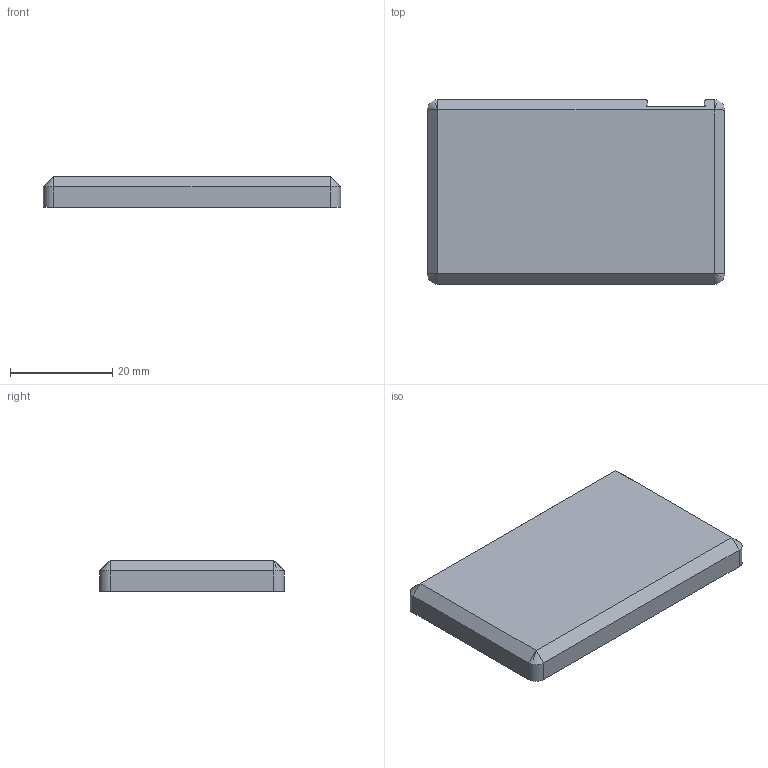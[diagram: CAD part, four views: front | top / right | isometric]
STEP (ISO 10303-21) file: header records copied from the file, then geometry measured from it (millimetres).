
FILE_DESCRIPTION (( 'STEP AP214' ), '1' );
FILE_NAME ('5_Bottom.STEP', '2024-06-07T13:41:12', ( '' ), ( '' ), 'SwSTEP 2.0', 'SolidWorks 2021', '' );
FILE_SCHEMA (( 'AUTOMOTIVE_DESIGN' ));
Length unit declared in the file: millimetre
Products named in the file (1): 5_Bottom
Bounding box: 58 x 36 x 6 mm (x, y, z)
Volume: 4164 mm3; surface area: 6014 mm2
Topology: 1 solids, 1 shells, 60 faces, 156 edges, 90 vertices
Faces by surface type: plane 28, cylinder 20, cone 12
Entity records: 1846 total; most frequent: DIRECTION 306, CARTESIAN_POINT 295, ORIENTED_EDGE 288, EDGE_CURVE 144, VECTOR 104, LINE 104, AXIS2_PLACEMENT_3D 101, VERTEX_POINT 90
